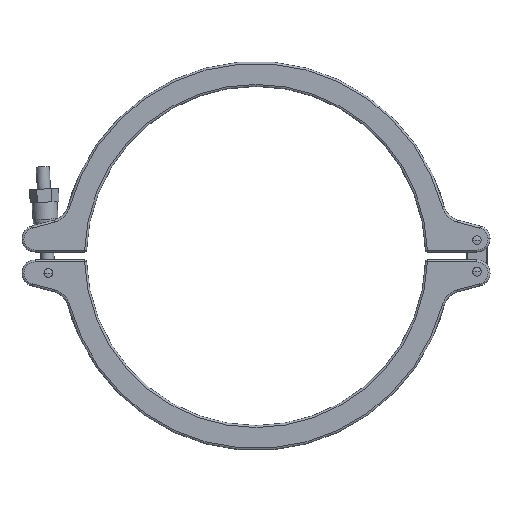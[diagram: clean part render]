
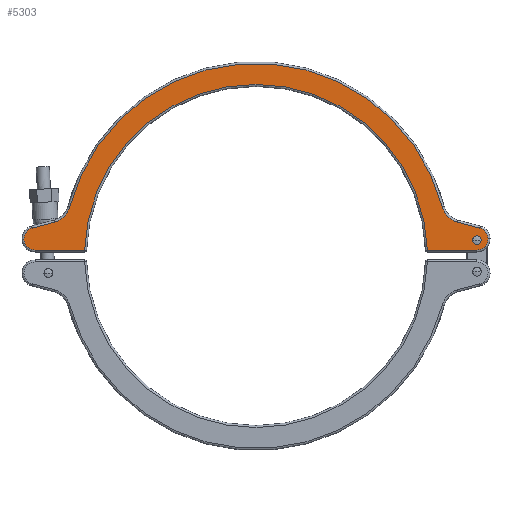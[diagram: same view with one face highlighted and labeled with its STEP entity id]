
A CAD part, top view. The second image highlights one B-rep face of the part: STEP entity #5303.
In plain terms, the highlighted planar face has unit normal (0, 0, 1).
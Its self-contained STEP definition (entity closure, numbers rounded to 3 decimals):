
#27 = ORIENTED_EDGE ( 'NONE', *, *, #2345, .T. ) ;
#37 = CARTESIAN_POINT ( 'NONE',  ( 176.5, 13., 12. ) ) ;
#65 = AXIS2_PLACEMENT_3D ( 'NONE', #2421, #8474, #2676 ) ;
#115 = VERTEX_POINT ( 'NONE', #3502 ) ;
#260 = CARTESIAN_POINT ( 'NONE',  ( 168., 13., 12. ) ) ;
#381 = EDGE_CURVE ( 'NONE', #6552, #3966, #6061, .T. ) ;
#547 = VERTEX_POINT ( 'NONE', #4330 ) ;
#1007 = ORIENTED_EDGE ( 'NONE', *, *, #381, .T. ) ;
#1012 = CARTESIAN_POINT ( 'NONE',  ( 153.312, 25.735, 12. ) ) ;
#1247 = DIRECTION ( 'NONE',  ( 0., 0., -1. ) ) ;
#1251 = ORIENTED_EDGE ( 'NONE', *, *, #10598, .T. ) ;
#1313 = DIRECTION ( 'NONE',  ( 1., 0., 0. ) ) ;
#1596 = EDGE_CURVE ( 'NONE', #8745, #11582, #8212, .T. ) ;
#1615 = DIRECTION ( 'NONE',  ( 1., 0., 0. ) ) ;
#1832 = AXIS2_PLACEMENT_3D ( 'NONE', #10989, #2454, #12032 ) ;
#1878 = VERTEX_POINT ( 'NONE', #1927 ) ;
#1927 = CARTESIAN_POINT ( 'NONE',  ( 164.7, 12., 12. ) ) ;
#1969 = ORIENTED_EDGE ( 'NONE', *, *, #7875, .F. ) ;
#2316 = AXIS2_PLACEMENT_3D ( 'NONE', #8848, #1247, #9663 ) ;
#2345 = EDGE_CURVE ( 'NONE', #11442, #10395, #11197, .T. ) ;
#2421 = CARTESIAN_POINT ( 'NONE',  ( 168., 12., 12. ) ) ;
#2454 = DIRECTION ( 'NONE',  ( 0., 0., 1. ) ) ;
#2643 = EDGE_LOOP ( 'NONE', ( #9760, #7470, #10218, #1251, #8406, #3780, #7497, #3359, #1007, #9945, #27 ) ) ;
#2676 = DIRECTION ( 'NONE',  ( 1., 0., 0. ) ) ;
#2692 = DIRECTION ( 'NONE',  ( 0., 0., 1. ) ) ;
#2701 = AXIS2_PLACEMENT_3D ( 'NONE', #11153, #10420, #6466 ) ;
#2932 = DIRECTION ( 'NONE',  ( 1., 0., 0. ) ) ;
#3138 = VECTOR ( 'NONE', #1313, 1000. ) ;
#3286 = LINE ( 'NONE', #6000, #3138 ) ;
#3316 = DIRECTION ( 'NONE',  ( 1., 0., 0. ) ) ;
#3359 = ORIENTED_EDGE ( 'NONE', *, *, #11715, .T. ) ;
#3502 = CARTESIAN_POINT ( 'NONE',  ( 170.2, 21.21, 12. ) ) ;
#3743 = AXIS2_PLACEMENT_3D ( 'NONE', #8882, #7029, #3316 ) ;
#3780 = ORIENTED_EDGE ( 'NONE', *, *, #4162, .T. ) ;
#3966 = VERTEX_POINT ( 'NONE', #10432 ) ;
#4058 = CARTESIAN_POINT ( 'NONE',  ( 141.631, 37.455, 12. ) ) ;
#4078 = CARTESIAN_POINT ( 'NONE',  ( 168., 12., 12. ) ) ;
#4162 = EDGE_CURVE ( 'NONE', #115, #8745, #4217, .T. ) ;
#4217 = LINE ( 'NONE', #5285, #10178 ) ;
#4290 = DIRECTION ( 'NONE',  ( 1., 0., 0. ) ) ;
#4330 = CARTESIAN_POINT ( 'NONE',  ( -130.422, 4.5, 12. ) ) ;
#4479 = DIRECTION ( 'NONE',  ( 0., 0., -1. ) ) ;
#4576 = EDGE_CURVE ( 'NONE', #11130, #1878, #12120, .T. ) ;
#4755 = CARTESIAN_POINT ( 'NONE',  ( -170.2, 21.21, 12. ) ) ;
#4839 = CARTESIAN_POINT ( 'NONE',  ( 168., 4.5, 12. ) ) ;
#4941 = CIRCLE ( 'NONE', #3743, 8.5 ) ;
#5122 = EDGE_CURVE ( 'NONE', #547, #7123, #7980, .T. ) ;
#5258 = VECTOR ( 'NONE', #1615, 1000. ) ;
#5285 = CARTESIAN_POINT ( 'NONE',  ( 153.312, 25.735, 12. ) ) ;
#5303 = ADVANCED_FACE ( 'NONE', ( #11140, #11209 ), #6636, .T. ) ;
#5407 = CARTESIAN_POINT ( 'NONE',  ( 0., 0., 12. ) ) ;
#5805 = DIRECTION ( 'NONE',  ( -0.966, -0.259, 0. ) ) ;
#5820 = DIRECTION ( 'NONE',  ( 0., 0., 1. ) ) ;
#6000 = CARTESIAN_POINT ( 'NONE',  ( 168., 4.5, 12. ) ) ;
#6061 = CIRCLE ( 'NONE', #2316, 16.5 ) ;
#6244 = CARTESIAN_POINT ( 'NONE',  ( -168., 4.5, 12. ) ) ;
#6370 = CARTESIAN_POINT ( 'NONE',  ( -128.965, 4.5, 12. ) ) ;
#6466 = DIRECTION ( 'NONE',  ( 1., 0., 0. ) ) ;
#6522 = EDGE_CURVE ( 'NONE', #10395, #547, #9032, .T. ) ;
#6552 = VERTEX_POINT ( 'NONE', #11868 ) ;
#6572 = CARTESIAN_POINT ( 'NONE',  ( 0., 0., 12. ) ) ;
#6636 = PLANE ( 'NONE',  #11938 ) ;
#6798 = CARTESIAN_POINT ( 'NONE',  ( -170.2, 21.21, 12. ) ) ;
#6919 = VERTEX_POINT ( 'NONE', #37 ) ;
#7029 = DIRECTION ( 'NONE',  ( 0., 0., 1. ) ) ;
#7123 = VERTEX_POINT ( 'NONE', #8117 ) ;
#7191 = AXIS2_PLACEMENT_3D ( 'NONE', #5407, #4479, #4290 ) ;
#7372 = CIRCLE ( 'NONE', #1832, 146.5 ) ;
#7470 = ORIENTED_EDGE ( 'NONE', *, *, #5122, .T. ) ;
#7497 = ORIENTED_EDGE ( 'NONE', *, *, #1596, .T. ) ;
#7552 = DIRECTION ( 'NONE',  ( 0., 0., 1. ) ) ;
#7637 = AXIS2_PLACEMENT_3D ( 'NONE', #8301, #2692, #9248 ) ;
#7862 = EDGE_CURVE ( 'NONE', #7123, #9727, #3286, .T. ) ;
#7875 = EDGE_CURVE ( 'NONE', #1878, #11130, #10455, .T. ) ;
#7980 = CIRCLE ( 'NONE', #7191, 130.5 ) ;
#8090 = DIRECTION ( 'NONE',  ( 1., 0., 0. ) ) ;
#8117 = CARTESIAN_POINT ( 'NONE',  ( 130.422, 4.5, 12. ) ) ;
#8212 = CIRCLE ( 'NONE', #2701, 16.5 ) ;
#8301 = CARTESIAN_POINT ( 'NONE',  ( -168., 13., 12. ) ) ;
#8406 = ORIENTED_EDGE ( 'NONE', *, *, #9773, .T. ) ;
#8474 = DIRECTION ( 'NONE',  ( 0., 0., 1. ) ) ;
#8745 = VERTEX_POINT ( 'NONE', #1012 ) ;
#8848 = CARTESIAN_POINT ( 'NONE',  ( -157.583, 41.673, 12. ) ) ;
#8882 = CARTESIAN_POINT ( 'NONE',  ( 168., 13., 12. ) ) ;
#9032 = LINE ( 'NONE', #6370, #5258 ) ;
#9096 = CIRCLE ( 'NONE', #10292, 8.5 ) ;
#9248 = DIRECTION ( 'NONE',  ( 1., 0., 0. ) ) ;
#9663 = DIRECTION ( 'NONE',  ( 1., 0., 0. ) ) ;
#9717 = DIRECTION ( 'NONE',  ( 0., 0., 1. ) ) ;
#9727 = VERTEX_POINT ( 'NONE', #4839 ) ;
#9760 = ORIENTED_EDGE ( 'NONE', *, *, #6522, .T. ) ;
#9773 = EDGE_CURVE ( 'NONE', #6919, #115, #9096, .T. ) ;
#9945 = ORIENTED_EDGE ( 'NONE', *, *, #10149, .T. ) ;
#9946 = EDGE_LOOP ( 'NONE', ( #1969, #10456 ) ) ;
#10149 = EDGE_CURVE ( 'NONE', #3966, #11442, #12124, .T. ) ;
#10178 = VECTOR ( 'NONE', #11025, 1000. ) ;
#10218 = ORIENTED_EDGE ( 'NONE', *, *, #7862, .T. ) ;
#10292 = AXIS2_PLACEMENT_3D ( 'NONE', #260, #5820, #2932 ) ;
#10343 = DIRECTION ( 'NONE',  ( 1., 0., 0. ) ) ;
#10395 = VERTEX_POINT ( 'NONE', #6244 ) ;
#10420 = DIRECTION ( 'NONE',  ( 0., 0., -1. ) ) ;
#10432 = CARTESIAN_POINT ( 'NONE',  ( -153.312, 25.735, 12. ) ) ;
#10455 = CIRCLE ( 'NONE', #10641, 3.3 ) ;
#10456 = ORIENTED_EDGE ( 'NONE', *, *, #4576, .F. ) ;
#10465 = CARTESIAN_POINT ( 'NONE',  ( 171.3, 12., 12. ) ) ;
#10598 = EDGE_CURVE ( 'NONE', #9727, #6919, #4941, .T. ) ;
#10641 = AXIS2_PLACEMENT_3D ( 'NONE', #4078, #9717, #8090 ) ;
#10989 = CARTESIAN_POINT ( 'NONE',  ( 0., 0., 12. ) ) ;
#11025 = DIRECTION ( 'NONE',  ( -0.966, 0.259, 0. ) ) ;
#11130 = VERTEX_POINT ( 'NONE', #10465 ) ;
#11140 = FACE_OUTER_BOUND ( 'NONE', #2643, .T. ) ;
#11153 = CARTESIAN_POINT ( 'NONE',  ( 157.583, 41.673, 12. ) ) ;
#11197 = CIRCLE ( 'NONE', #7637, 8.5 ) ;
#11209 = FACE_BOUND ( 'NONE', #9946, .T. ) ;
#11276 = VECTOR ( 'NONE', #5805, 1000. ) ;
#11442 = VERTEX_POINT ( 'NONE', #4755 ) ;
#11582 = VERTEX_POINT ( 'NONE', #4058 ) ;
#11715 = EDGE_CURVE ( 'NONE', #11582, #6552, #7372, .T. ) ;
#11868 = CARTESIAN_POINT ( 'NONE',  ( -141.631, 37.455, 12. ) ) ;
#11938 = AXIS2_PLACEMENT_3D ( 'NONE', #6572, #7552, #10343 ) ;
#12032 = DIRECTION ( 'NONE',  ( 1., 0., 0. ) ) ;
#12120 = CIRCLE ( 'NONE', #65, 3.3 ) ;
#12124 = LINE ( 'NONE', #6798, #11276 ) ;
